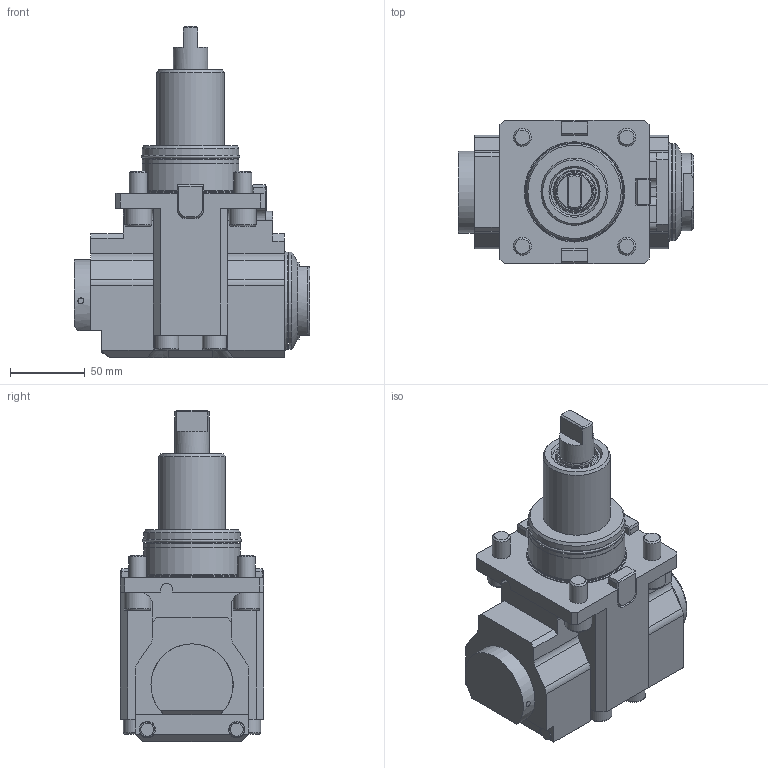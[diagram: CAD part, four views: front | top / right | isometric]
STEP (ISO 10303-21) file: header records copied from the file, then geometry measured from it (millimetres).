
FILE_DESCRIPTION(/* description */ (''),/* implementation_level */ '2;1');
FILE_NAME(/* name */ '221.265.20.756.stp',/* time_stamp */ '2018-03-06T14:39:36+01:00',/* author */ ('user-4'),/* organization */ (''),/* preprocessor_version */ 'ST-DEVELOPER v16.5',/* originating_system */ 'Autodesk Inventor 2017',/* authorisation */ '');
FILE_SCHEMA (('AUTOMOTIVE_DESIGN { 1 0 10303 214 3 1 1 }'));
Length unit declared in the file: millimetre
Products named in the file (1): 221.265.20.756
Bounding box: 158 x 96 x 222 mm (x, y, z)
Volume: 412076.6 mm3; surface area: 192611.9 mm2
Topology: 5 solids, 11 shells, 536 faces, 1261 edges, 785 vertices
Faces by surface type: plane 238, cylinder 154, cone 107, torus 37
Full cylindrical faces by diameter (mm): 10 x2, 11 x2, 12 x4, 16 x4, 18 x4, 22 x1, 23 x1, 23.5 x2, 24 x2, 25 x1, 26 x1, 27.84 x2, 28 x1, 28.8 x1, 30 x1, 32 x3, 32.4 x1, 34.4 x1, 35 x1, 38.5 x2, 40.5 x1, 45 x1, 46 x1, 50 x2, 52 x1, 55 x4, 55.2 x1, 55.4 x1, 56 x1, 61 x1
Entity records: 15192 total; most frequent: CARTESIAN_POINT 2843, DIRECTION 2546, ORIENTED_EDGE 2158, EDGE_CURVE 1075, AXIS2_PLACEMENT_3D 991, EDGE_LOOP 760, VERTEX_POINT 753, LINE 564
